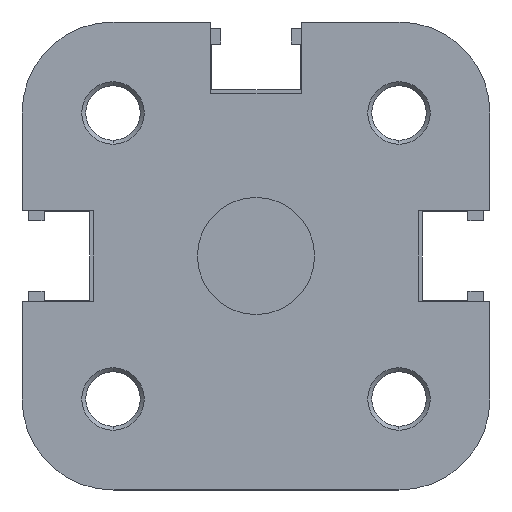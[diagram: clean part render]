
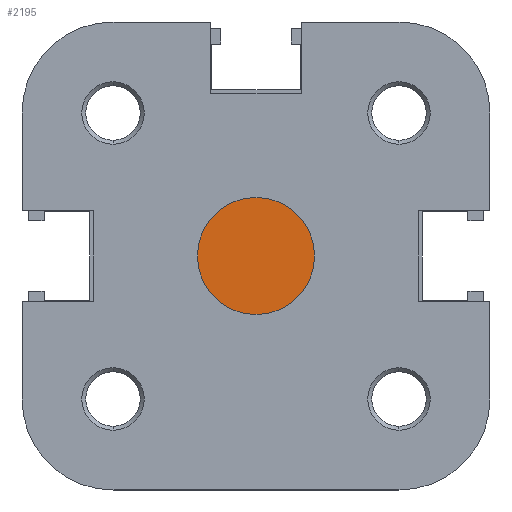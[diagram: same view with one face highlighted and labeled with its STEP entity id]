
A CAD part, left-side view. The second image highlights one B-rep face of the part: STEP entity #2195.
In plain terms, the highlighted planar face has unit normal (-1, 0, 0).
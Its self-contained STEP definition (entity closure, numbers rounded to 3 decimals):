
#246 = AXIS2_PLACEMENT_3D ( 'NONE', #1747, #1757, #1758 ) ;
#259 = AXIS2_PLACEMENT_3D ( 'NONE', #1654, #1658, #1659 ) ;
#461 = EDGE_LOOP ( 'NONE', ( #3999, #3998 ) ) ;
#1654 = CARTESIAN_POINT ( 'NONE',  ( 2.1, 0., 0. ) ) ;
#1658 = DIRECTION ( 'NONE',  ( -1., 0., 0. ) ) ;
#1659 = DIRECTION ( 'NONE',  ( 0., 0., 1. ) ) ;
#1747 = CARTESIAN_POINT ( 'NONE',  ( 2.1, 0., 0. ) ) ;
#1757 = DIRECTION ( 'NONE',  ( -1., 0., 0. ) ) ;
#1758 = DIRECTION ( 'NONE',  ( 0., 0., 1. ) ) ;
#2195 = ADVANCED_FACE ( 'NONE', ( #4568 ), #3654, .F. ) ;
#2261 = CIRCLE ( 'NONE', #246, 4.5 ) ;
#2596 = VERTEX_POINT ( 'NONE', #5543 ) ;
#2608 = VERTEX_POINT ( 'NONE', #5555 ) ;
#3654 = PLANE ( 'NONE',  #6682 ) ;
#3657 = CARTESIAN_POINT ( 'NONE',  ( 2.1, 4.5, 0. ) ) ;
#3663 = DIRECTION ( 'NONE',  ( 1., 0., 0. ) ) ;
#3664 = DIRECTION ( 'NONE',  ( 0., 0., -1. ) ) ;
#3998 = ORIENTED_EDGE ( 'NONE', *, *, #7369, .T. ) ;
#3999 = ORIENTED_EDGE ( 'NONE', *, *, #7412, .T. ) ;
#4568 = FACE_OUTER_BOUND ( 'NONE', #461, .T. ) ;
#5395 = CIRCLE ( 'NONE', #259, 4.5 ) ;
#5543 = CARTESIAN_POINT ( 'NONE',  ( 2.1, 0., 4.5 ) ) ;
#5555 = CARTESIAN_POINT ( 'NONE',  ( 2.1, 0., -4.5 ) ) ;
#6682 = AXIS2_PLACEMENT_3D ( 'NONE', #3657, #3663, #3664 ) ;
#7369 = EDGE_CURVE ( 'NONE', #2608, #2596, #5395, .T. ) ;
#7412 = EDGE_CURVE ( 'NONE', #2596, #2608, #2261, .T. ) ;
